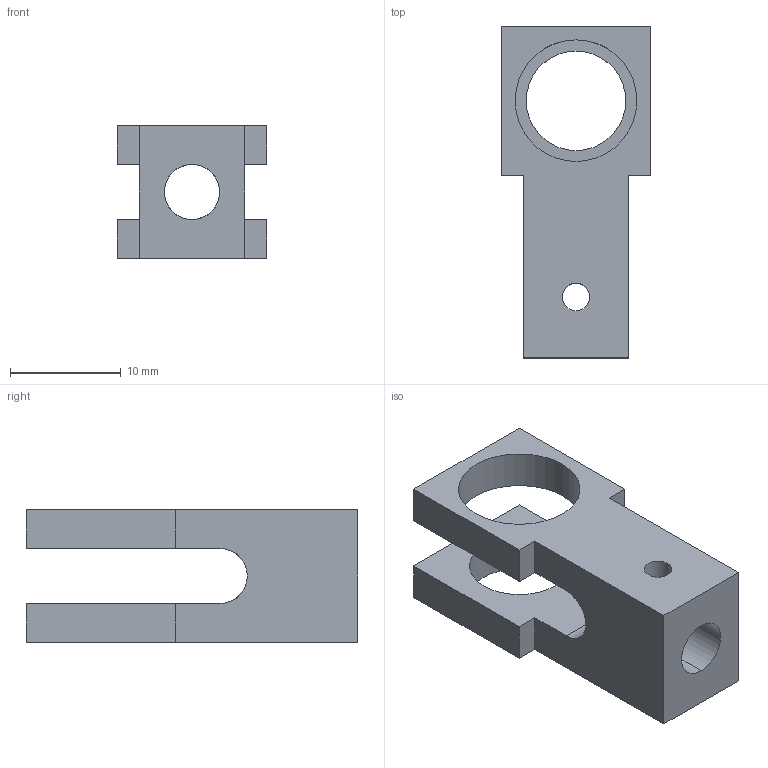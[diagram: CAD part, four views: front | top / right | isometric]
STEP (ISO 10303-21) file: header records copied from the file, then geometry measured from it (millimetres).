
FILE_DESCRIPTION (( 'STEP AP203' ), '1' );
FILE_NAME ('Parça3_Varsayilan_sldprt.STEP', '2018-10-12T15:51:59', ( '' ), ( '' ), 'SwSTEP 2.0', 'SolidWorks 2017', '' );
FILE_SCHEMA (( 'CONFIG_CONTROL_DESIGN' ));
Length unit declared in the file: millimetre
Products named in the file (1): Parça3_Varsayilan_sldprt
Bounding box: 13.5 x 30 x 12 mm (x, y, z)
Volume: 2079.3 mm3; surface area: 2021.9 mm2
Topology: 1 solids, 1 shells, 29 faces, 86 edges, 56 vertices
Faces by surface type: plane 17, cylinder 12
Entity records: 1137 total; most frequent: CARTESIAN_POINT 270, ORIENTED_EDGE 172, DIRECTION 152, EDGE_CURVE 86, VECTOR 60, LINE 60, VERTEX_POINT 56, AXIS2_PLACEMENT_3D 46
